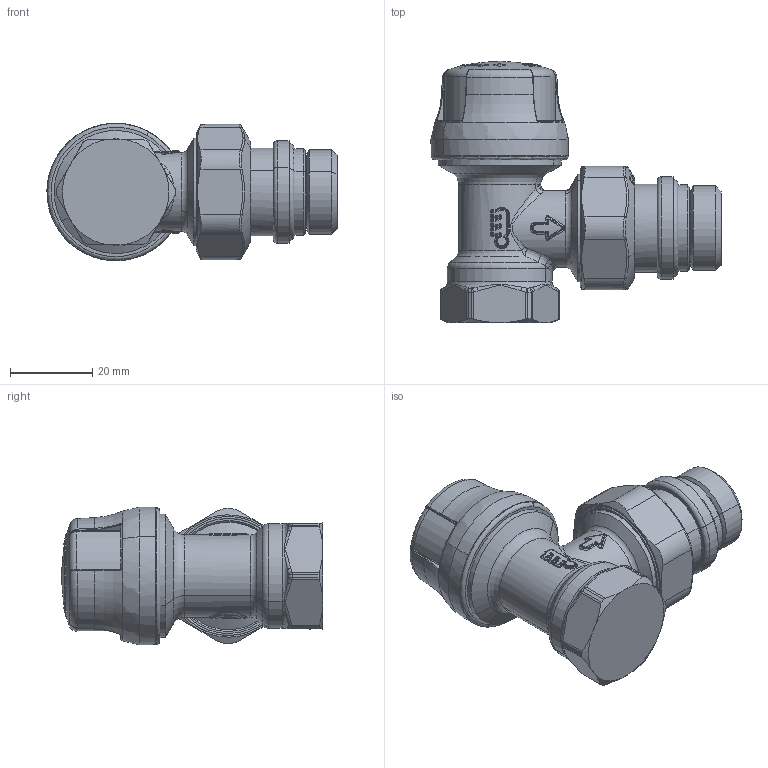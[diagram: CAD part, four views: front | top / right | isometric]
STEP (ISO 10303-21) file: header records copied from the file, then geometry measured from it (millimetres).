
FILE_DESCRIPTION(('CATIA V5 STEP Exchange'),'2;1');
FILE_NAME('STEP_220402_-_TST.stp','2019-08-26T11:57:46+00:00',('none'),('none'),'CATIA Version 5-6 Release 2016 SP4','CATIA V5 STEP AP203','none');
FILE_SCHEMA(('CONFIG_CONTROL_DESIGN'));
Products named in the file (1): 220402 - TST
Bounding box: 70.65 x 63.6 x 33.5 mm (x, y, z)
Volume: 54511.8 mm3; surface area: 11523.6 mm2
Topology: 1 solids, 1 shells, 1321 faces, 3202 edges, 1861 vertices
Faces by surface type: bspline 462, plane 441, cylinder 250, cone 67, torus 52, sphere 46, revolution 3
Entity records: 66238 total; most frequent: CARTESIAN_POINT 42077, ORIENTED_EDGE 6296, EDGE_CURVE 3148, DIRECTION 2583, VERTEX_POINT 1861, B_SPLINE_CURVE_WITH_KNOTS 1727, EDGE_LOOP 1353, ADVANCED_FACE 1321
